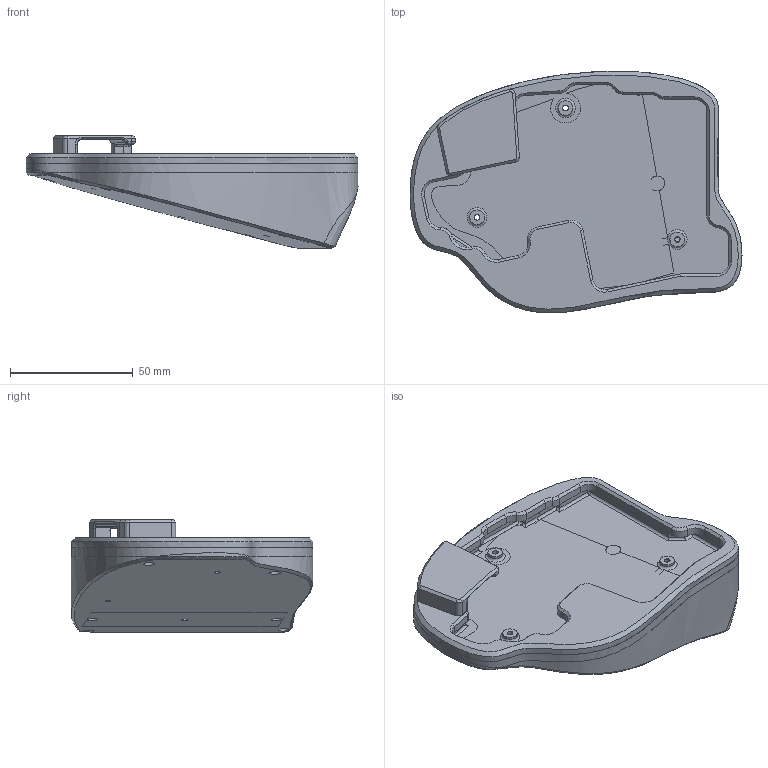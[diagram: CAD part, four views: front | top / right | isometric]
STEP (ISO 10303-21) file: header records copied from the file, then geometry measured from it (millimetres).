
FILE_DESCRIPTION(/* description */ (''),/* implementation_level */ '2;1');
FILE_NAME(/* name */ 'case-alt.step',/* time_stamp */ '2023-03-21T22:15:57-07:00',/* author */ (''),/* organization */ (''),/* preprocessor_version */ 'ST-DEVELOPER v19.2',/* originating_system */ 'Autodesk Translation Framework v11.17.0.187',/* authorisation */ '');
FILE_SCHEMA (('AUTOMOTIVE_DESIGN { 1 0 10303 214 3 1 1 }'));
Length unit declared in the file: millimetre
Products named in the file (5): case (1); top; bottom; bottom 18650; battery holder
Assembly tree (4 placements, depth 3):
  case (1)
    top
    bottom
    bottom 18650
      battery holder
Bounding box: 135.16 x 98.43 x 45.94 mm (x, y, z)
Volume: 127441.2 mm3; surface area: 83181.5 mm2
Topology: 5 solids, 5 shells, 413 faces, 983 edges, 607 vertices
Faces by surface type: plane 173, cylinder 144, bspline 61, cone 23, torus 11, sphere 1
Full cylindrical faces by diameter (mm): 1.9 x4, 2 x7, 2.3 x5, 2.5 x15, 4 x2, 4.5 x10, 6 x7
Entity records: 17059 total; most frequent: CARTESIAN_POINT 7544, ORIENTED_EDGE 1966, DIRECTION 1843, EDGE_CURVE 983, AXIS2_PLACEMENT_3D 644, VERTEX_POINT 607, LINE 555, VECTOR 555
